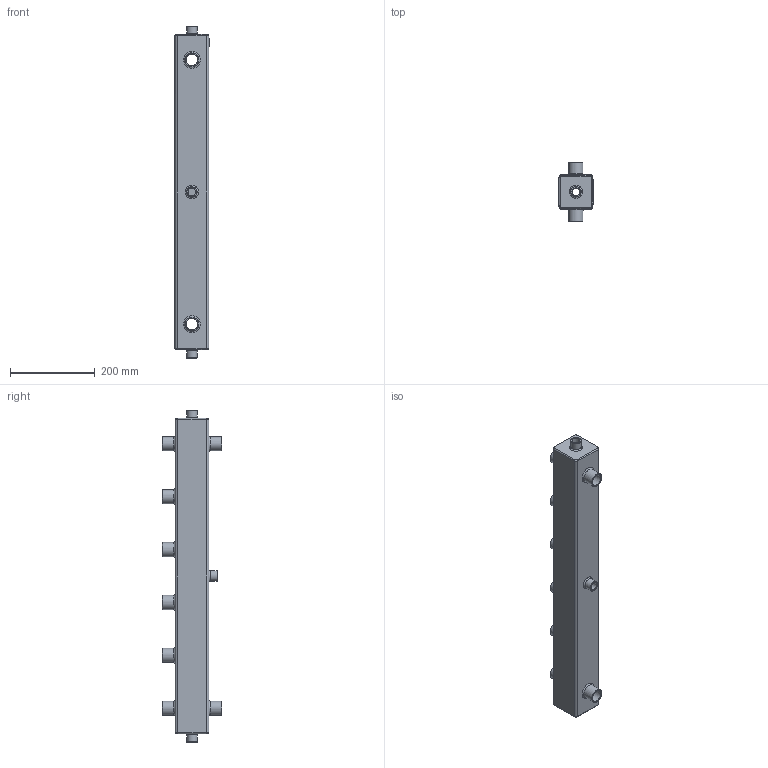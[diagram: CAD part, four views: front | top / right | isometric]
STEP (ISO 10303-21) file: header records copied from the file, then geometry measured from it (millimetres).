
FILE_DESCRIPTION(('STEP AP203'), '1');
FILE_NAME('TGR-60-25x3.19', '', ('UNSPECIFIED'), ('UNSPECIFIED'), 'ASCON STEP Converter 1.6', 'ASCON Math Kernel', '');
FILE_SCHEMA(('CONFIG_CONTROL_DESIGN'));
Length unit declared in the file: millimetre
Bounding box: 80.55 x 140 x 785 mm (x, y, z)
Volume: 770479.7 mm3; surface area: 512799.3 mm2
Topology: 1 solids, 1 shells, 395 faces, 1049 edges, 689 vertices
Faces by surface type: bspline 179, plane 119, cylinder 51, cone 35, torus 11
Full cylindrical faces by diameter (mm): 18.632 x3, 25 x3, 27.5 x8, 30 x8, 33.5 x8
Entity records: 20184 total; most frequent: CARTESIAN_POINT 8855, ORIENTED_EDGE 1946, DIRECTION 1028, EDGE_CURVE 973, VERTEX_POINT 689, EDGE_LOOP 524, B_SPLINE_CURVE_WITH_KNOTS 516, FACE_BOUND 402
